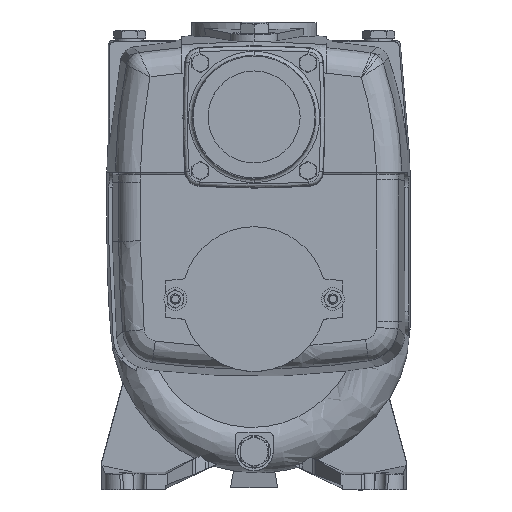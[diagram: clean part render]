
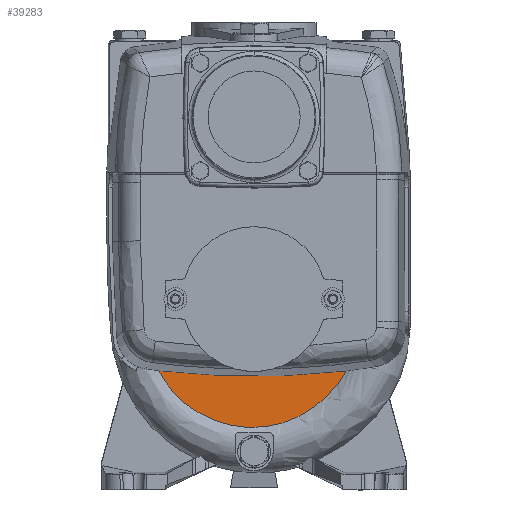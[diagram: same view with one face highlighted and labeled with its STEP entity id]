
A CAD part, top view. The second image highlights one B-rep face of the part: STEP entity #39283.
In plain terms, the highlighted planar face has unit normal (0, 0, 1).
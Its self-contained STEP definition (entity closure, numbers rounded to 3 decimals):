
#5278 = CARTESIAN_POINT ( 'NONE',  ( -8.946, 49.431, 56.2 ) ) ;
#6016 = CARTESIAN_POINT ( 'NONE',  ( -41.265, 59.235, 56.2 ) ) ;
#6759 = CARTESIAN_POINT ( 'NONE',  ( 53.671, 70.23, 56.2 ) ) ;
#7478 = CARTESIAN_POINT ( 'NONE',  ( 47.828, 65.482, 56.2 ) ) ;
#10434 = CARTESIAN_POINT ( 'NONE',  ( -68.092, 82.642, 56.2 ) ) ;
#15722 = EDGE_LOOP ( 'NONE', ( #55605, #104744 ) ) ;
#16497 = CARTESIAN_POINT ( 'NONE',  ( 44.754, 63.321, 56.2 ) ) ;
#17966 = CARTESIAN_POINT ( 'NONE',  ( 2.356, 49.161, 56.2 ) ) ;
#18716 = CARTESIAN_POINT ( 'NONE',  ( 61.807, 78.183, 56.2 ) ) ;
#19436 = CARTESIAN_POINT ( 'NONE',  ( 72.67, 93.59, 56.2 ) ) ;
#19681 = DIRECTION ( 'NONE',  ( 0., -1., 0. ) ) ;
#20054 = VERTEX_POINT ( 'NONE', #78878 ) ;
#27735 = CARTESIAN_POINT ( 'NONE',  ( -46.144, 62.155, 56.2 ) ) ;
#28621 = AXIS2_PLACEMENT_3D ( 'NONE', #99862, #74421, #19681 ) ;
#29218 = CARTESIAN_POINT ( 'NONE',  ( 39.935, 60.373, 56.2 ) ) ;
#30688 = CARTESIAN_POINT ( 'NONE',  ( 28.038, 54.533, 56.2 ) ) ;
#39283 = ADVANCED_FACE ( 'NONE', ( #77387 ), #96903, .T. ) ;
#39719 = CARTESIAN_POINT ( 'NONE',  ( 6.154, 49.421, 56.2 ) ) ;
#40145 = B_SPLINE_CURVE_WITH_KNOTS ( 'NONE', 3,
 ( #19436, #53922, #86166, #53179, #18716, #64428, #131870, #87646, #73444, #6759, #76399, #7478, #16497, #29218, #144564, #85439, #133346, #109383, #108635, #30688, #65164, #98142, #41184, #74179, #99615, #39719, #119126, #17966, #122081, #110856, #5278, #145297, #86911, #132610, #84707, #131137, #119858, #62210, #6016, #27735, #50971, #96666, #51711, #97412, #74926, #120598, #63691, #68116, #10434, #43390, #56144, #134082 ),
 .UNSPECIFIED., .F., .F.,
 ( 4, 2, 2, 2, 2, 2, 2, 2, 2, 2, 2, 2, 2, 2, 2, 2, 2, 2, 2, 2, 2, 2, 2, 2, 2, 4 ),
 ( 0., 0.011, 0.023, 0.025, 0.028, 0.034, 0.045, 0.051, 0.054, 0.057, 0.068, 0.079, 0.082, 0.085, 0.09, 0.102, 0.107, 0.113, 0.124, 0.136, 0.141, 0.147, 0.158, 0.164, 0.17, 0.181 ),
 .UNSPECIFIED. ) ;
#41184 = CARTESIAN_POINT ( 'NONE',  ( 13.66, 50.367, 56.2 ) ) ;
#43390 = CARTESIAN_POINT ( 'NONE',  ( -71.391, 87.293, 56.2 ) ) ;
#48922 = CARTESIAN_POINT ( 'NONE',  ( 0., 730.5, 56.2 ) ) ;
#50971 = CARTESIAN_POINT ( 'NONE',  ( -47.749, 63.194, 56.2 ) ) ;
#51711 = CARTESIAN_POINT ( 'NONE',  ( -52.362, 66.505, 56.2 ) ) ;
#53179 = CARTESIAN_POINT ( 'NONE',  ( 64.258, 81.051, 56.2 ) ) ;
#53922 = CARTESIAN_POINT ( 'NONE',  ( 70.831, 90.254, 56.2 ) ) ;
#55605 = ORIENTED_EDGE ( 'NONE', *, *, #109017, .F. ) ;
#56144 = CARTESIAN_POINT ( 'NONE',  ( -73.384, 90.526, 56.2 ) ) ;
#62210 = CARTESIAN_POINT ( 'NONE',  ( -37.907, 57.532, 56.2 ) ) ;
#63691 = CARTESIAN_POINT ( 'NONE',  ( -64.553, 78.185, 56.2 ) ) ;
#64428 = CARTESIAN_POINT ( 'NONE',  ( 58.503, 74.779, 56.2 ) ) ;
#65164 = CARTESIAN_POINT ( 'NONE',  ( 24.514, 53.24, 56.2 ) ) ;
#68116 = CARTESIAN_POINT ( 'NONE',  ( -66.94, 81.123, 56.2 ) ) ;
#72794 = AXIS2_PLACEMENT_3D ( 'NONE', #48922, #117080, #105865 ) ;
#73444 = CARTESIAN_POINT ( 'NONE',  ( 55.772, 72.138, 56.2 ) ) ;
#74179 = CARTESIAN_POINT ( 'NONE',  ( 8.983, 49.723, 56.2 ) ) ;
#74421 = DIRECTION ( 'NONE',  ( 0., 0., 1. ) ) ;
#74926 = CARTESIAN_POINT ( 'NONE',  ( -59.475, 72.632, 56.2 ) ) ;
#76399 = CARTESIAN_POINT ( 'NONE',  ( 52.236, 69.007, 56.2 ) ) ;
#77387 = FACE_OUTER_BOUND ( 'NONE', #15722, .T. ) ;
#78878 = CARTESIAN_POINT ( 'NONE',  ( 72.67, 93.59, 56.2 ) ) ;
#84707 = CARTESIAN_POINT ( 'NONE',  ( -21.964, 51.79, 56.2 ) ) ;
#85439 = CARTESIAN_POINT ( 'NONE',  ( 35.778, 58.114, 56.2 ) ) ;
#86166 = CARTESIAN_POINT ( 'NONE',  ( 68.771, 87.087, 56.2 ) ) ;
#86911 = CARTESIAN_POINT ( 'NONE',  ( -16.401, 50.555, 56.2 ) ) ;
#87646 = CARTESIAN_POINT ( 'NONE',  ( 56.464, 72.786, 56.2 ) ) ;
#89645 = EDGE_CURVE ( 'NONE', #112823, #20054, #120602, .T. ) ;
#96666 = CARTESIAN_POINT ( 'NONE',  ( -50.856, 65.368, 56.2 ) ) ;
#96903 = PLANE ( 'NONE',  #28621 ) ;
#97412 = CARTESIAN_POINT ( 'NONE',  ( -56.74, 70.064, 56.2 ) ) ;
#98142 = CARTESIAN_POINT ( 'NONE',  ( 17.325, 51.157, 56.2 ) ) ;
#99615 = CARTESIAN_POINT ( 'NONE',  ( 8.043, 49.611, 56.2 ) ) ;
#99862 = CARTESIAN_POINT ( 'NONE',  ( 115.8, 16.2, 56.2 ) ) ;
#104744 = ORIENTED_EDGE ( 'NONE', *, *, #89645, .F. ) ;
#105865 = DIRECTION ( 'NONE',  ( 0., 1., 0. ) ) ;
#108635 = CARTESIAN_POINT ( 'NONE',  ( 32.358, 56.454, 56.2 ) ) ;
#109017 = EDGE_CURVE ( 'NONE', #20054, #112823, #40145, .T. ) ;
#109383 = CARTESIAN_POINT ( 'NONE',  ( 33.218, 56.854, 56.2 ) ) ;
#110856 = CARTESIAN_POINT ( 'NONE',  ( -5.196, 49.146, 56.2 ) ) ;
#111430 = CARTESIAN_POINT ( 'NONE',  ( -75.182, 93.882, 56.2 ) ) ;
#112823 = VERTEX_POINT ( 'NONE', #111430 ) ;
#117080 = DIRECTION ( 'NONE',  ( 0., 0., 1. ) ) ;
#119126 = CARTESIAN_POINT ( 'NONE',  ( 5.202, 49.343, 56.2 ) ) ;
#119858 = CARTESIAN_POINT ( 'NONE',  ( -30.996, 54.576, 56.2 ) ) ;
#120598 = CARTESIAN_POINT ( 'NONE',  ( -63.316, 76.762, 56.2 ) ) ;
#120602 = CIRCLE ( 'NONE', #72794, 641.042 ) ;
#122081 = CARTESIAN_POINT ( 'NONE',  ( 0.464, 49.108, 56.2 ) ) ;
#131137 = CARTESIAN_POINT ( 'NONE',  ( -27.442, 53.325, 56.2 ) ) ;
#131870 = CARTESIAN_POINT ( 'NONE',  ( 57.829, 74.106, 56.2 ) ) ;
#132610 = CARTESIAN_POINT ( 'NONE',  ( -20.109, 51.336, 56.2 ) ) ;
#133346 = CARTESIAN_POINT ( 'NONE',  ( 34.929, 57.684, 56.2 ) ) ;
#134082 = CARTESIAN_POINT ( 'NONE',  ( -75.182, 93.882, 56.2 ) ) ;
#144564 = CARTESIAN_POINT ( 'NONE',  ( 38.294, 59.439, 56.2 ) ) ;
#145297 = CARTESIAN_POINT ( 'NONE',  ( -14.541, 50.228, 56.2 ) ) ;
